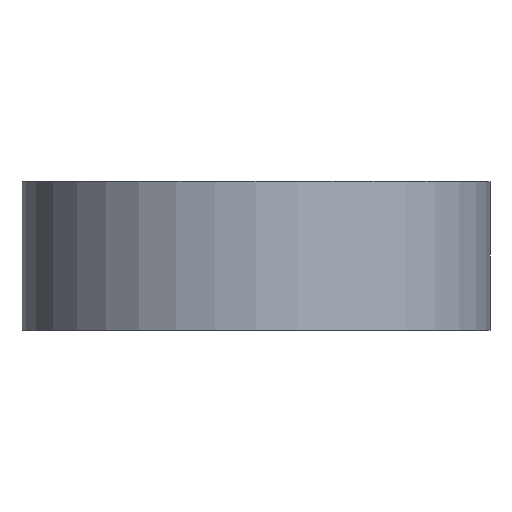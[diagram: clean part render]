
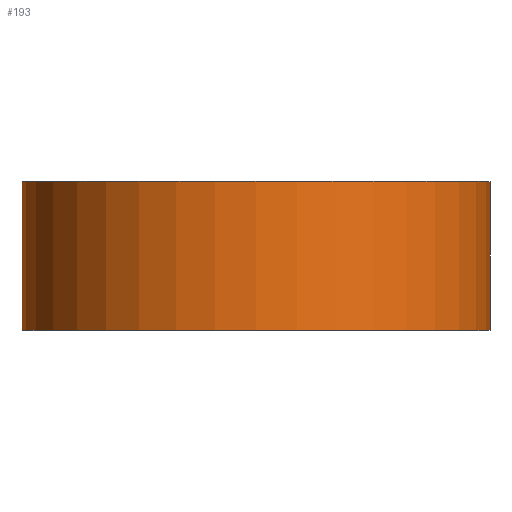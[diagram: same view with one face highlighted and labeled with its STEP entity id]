
A CAD part, top view. The second image highlights one B-rep face of the part: STEP entity #193.
In plain terms, the highlighted cylindrical face has radius 11 mm (diameter 22 mm), a partial arc.
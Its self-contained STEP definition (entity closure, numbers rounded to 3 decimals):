
#105=VERTEX_POINT('',#279);
#113=EDGE_CURVE('',#161,#105,#288,.T.);
#161=VERTEX_POINT('',#345);
#167=VERTEX_POINT('',#352);
#189=EDGE_CURVE('',#167,#105,#378,.T.);
#193=ADVANCED_FACE('',(#382),#383,.T.);
#243=VERTEX_POINT('',#440);
#247=EDGE_CURVE('',#161,#243,#445,.T.);
#249=EDGE_CURVE('',#243,#167,#447,.T.);
#279=CARTESIAN_POINT('',(-11.0,7.0,0.));
#288=CIRCLE('',#480,11.0);
#345=CARTESIAN_POINT('',(11.0,7.0,0.0));
#352=CARTESIAN_POINT('',(-11.0,0.0,0.));
#378=LINE('',#589,#590);
#382=FACE_OUTER_BOUND('',#595,.T.);
#383=CYLINDRICAL_SURFACE('',#596,11.0);
#440=CARTESIAN_POINT('',(11.0,0.0,0.0));
#445=LINE('',#671,#672);
#447=CIRCLE('',#675,11.0);
#480=AXIS2_PLACEMENT_3D('',#706,#707,#708);
#589=CARTESIAN_POINT('',(-11.0,3.5,0.));
#590=VECTOR('',#820,1.0);
#595=EDGE_LOOP('',(#825,#826,#827,#828));
#596=AXIS2_PLACEMENT_3D('',#829,#830,#831);
#671=CARTESIAN_POINT('',(11.0,3.5,0.));
#672=VECTOR('',#908,1.0);
#675=AXIS2_PLACEMENT_3D('',#909,#910,#911);
#706=CARTESIAN_POINT('',(0.0,7.0,0.0));
#707=DIRECTION('',(0.0,-1.0,0.0));
#708=DIRECTION('',(1.0,0.0,0.0));
#820=DIRECTION('',(-0.0,1.0,-0.0));
#825=ORIENTED_EDGE('',*,*,#247,.F.);
#826=ORIENTED_EDGE('',*,*,#113,.T.);
#827=ORIENTED_EDGE('',*,*,#189,.F.);
#828=ORIENTED_EDGE('',*,*,#249,.F.);
#829=CARTESIAN_POINT('',(0.0,3.5,0.0));
#830=DIRECTION('',(-0.0,1.0,-0.0));
#831=DIRECTION('',(1.0,0.0,0.0));
#908=DIRECTION('',(0.0,-1.0,0.0));
#909=CARTESIAN_POINT('',(0.0,0.0,0.0));
#910=DIRECTION('',(0.0,-1.0,0.0));
#911=DIRECTION('',(1.0,0.0,0.0));
